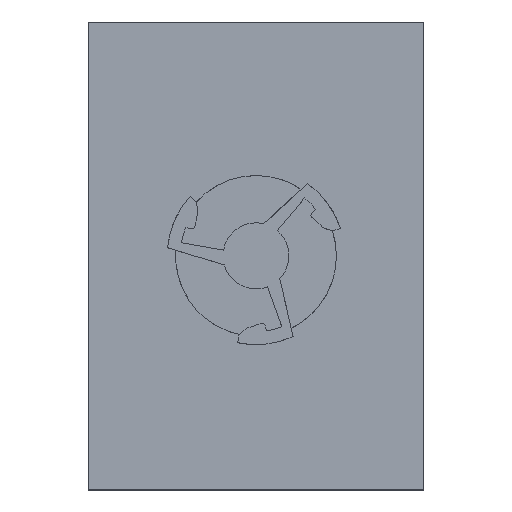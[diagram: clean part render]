
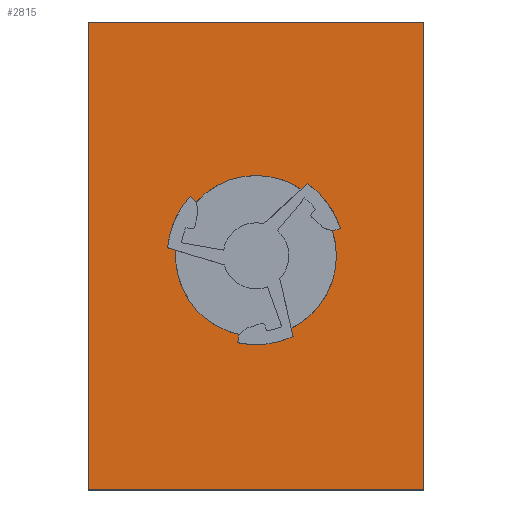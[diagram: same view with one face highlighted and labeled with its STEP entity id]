
A CAD part, top view. The second image highlights one B-rep face of the part: STEP entity #2815.
In plain terms, the highlighted planar face has unit normal (0, 0, 1).
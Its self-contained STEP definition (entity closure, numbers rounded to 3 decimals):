
#2656=CARTESIAN_POINT('',(6.,-193.,18.));
#2657=VERTEX_POINT('',#2656);
#2658=CARTESIAN_POINT('',(-50.,-193.,18.));
#2659=VERTEX_POINT('',#2658);
#2660=CARTESIAN_POINT('',(6.,-193.,18.));
#2661=DIRECTION('',(-1.,0.,0.));
#2662=VECTOR('',#2661,56.);
#2663=LINE('',#2660,#2662);
#2664=EDGE_CURVE('',#2657,#2659,#2663,.T.);
#2687=CARTESIAN_POINT('',(-50.,-115.,18.));
#2688=VERTEX_POINT('',#2687);
#2689=CARTESIAN_POINT('',(-50.,-193.,18.));
#2690=DIRECTION('',(0.,1.,0.));
#2691=VECTOR('',#2690,78.);
#2692=LINE('',#2689,#2691);
#2693=EDGE_CURVE('',#2659,#2688,#2692,.T.);
#2720=CARTESIAN_POINT('',(6.,-115.,18.));
#2721=VERTEX_POINT('',#2720);
#2722=CARTESIAN_POINT('',(-50.,-115.,18.));
#2723=DIRECTION('',(1.,0.,-0.));
#2724=VECTOR('',#2723,56.);
#2725=LINE('',#2722,#2724);
#2726=EDGE_CURVE('',#2688,#2721,#2725,.T.);
#2772=CARTESIAN_POINT('',(6.,-193.,18.));
#2773=DIRECTION('',(0.,1.,0.));
#2774=VECTOR('',#2773,78.);
#2775=LINE('',#2772,#2774);
#2776=EDGE_CURVE('',#2657,#2721,#2775,.T.);
#2784=CARTESIAN_POINT('',(6.,-193.,18.));
#2785=DIRECTION('',(-0.,0.,-1.));
#2786=DIRECTION('',(-1.,0.,0.));
#2787=AXIS2_PLACEMENT_3D('',#2784,#2785,#2786);
#2788=PLANE('',#2787);
#2789=ORIENTED_EDGE('',*,*,#2664,.F.);
#2790=ORIENTED_EDGE('',*,*,#2776,.T.);
#2791=ORIENTED_EDGE('',*,*,#2726,.F.);
#2792=ORIENTED_EDGE('',*,*,#2693,.F.);
#2793=EDGE_LOOP('',(#2789,#2790,#2791,#2792));
#2794=FACE_BOUND('',#2793,.T.);
#2795=CARTESIAN_POINT('',(-35.4,-154.,18.));
#2796=VERTEX_POINT('',#2795);
#2797=CARTESIAN_POINT('',(-19.673,-140.804,18.));
#2798=VERTEX_POINT('',#2797);
#2799=CARTESIAN_POINT('',(-22.,-154.,18.));
#2800=DIRECTION('',(-0.,0.,-1.));
#2801=DIRECTION('',(-1.,0.,0.));
#2802=AXIS2_PLACEMENT_3D('',#2799,#2800,#2801);
#2803=CIRCLE('',#2802,13.4);
#2804=EDGE_CURVE('',#2796,#2798,#2803,.T.);
#2805=ORIENTED_EDGE('',*,*,#2804,.T.);
#2806=CARTESIAN_POINT('',(-22.,-154.,18.));
#2807=DIRECTION('',(-0.,0.,-1.));
#2808=DIRECTION('',(-1.,0.,0.));
#2809=AXIS2_PLACEMENT_3D('',#2806,#2807,#2808);
#2810=CIRCLE('',#2809,13.4);
#2811=EDGE_CURVE('',#2798,#2796,#2810,.T.);
#2812=ORIENTED_EDGE('',*,*,#2811,.T.);
#2813=EDGE_LOOP('',(#2805,#2812));
#2814=FACE_BOUND('',#2813,.T.);
#2815=ADVANCED_FACE('',(#2794,#2814),#2788,.F.);
